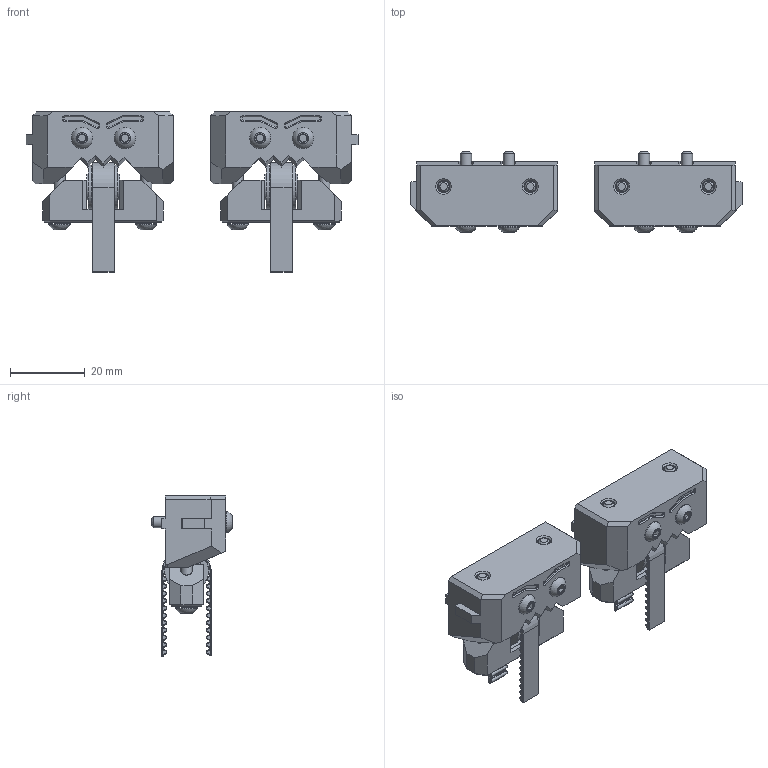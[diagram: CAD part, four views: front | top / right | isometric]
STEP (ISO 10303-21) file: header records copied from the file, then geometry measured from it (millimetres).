
FILE_DESCRIPTION(/* description */ (''),/* implementation_level */ '2;1');
FILE_NAME(/* name */ 'BZI_Micron_Pin_Mod.step',/* time_stamp */ '2023-08-03T20:34:39+01:00',/* author */ (''),/* organization */ (''),/* preprocessor_version */ 'ST-DEVELOPER v20',/* originating_system */ 'Autodesk Translation Framework v12.9.0.99',/* authorisation */ '');
FILE_SCHEMA (('AUTOMOTIVE_DESIGN { 1 0 10303 214 3 1 1 }'));
Products named in the file (33): BZI_Micron_Pin_Mod; Idler_Assembly_Pin_Mod:1; Idler_Hardware:1; Z_Belts-GT2-6mm:1; M3x20 BHCS :1; M3x30 BHCS:1; M3x30 BHCS:2; M3 Hexnut:2; M3 Hexnut:1; M3x20 BHCS :2; F623-2RS:1; 3mm x 18mm Pin; M3 Washer 7mmx.5mm:1; M3 Washer 7mmx.5mm:2; F623-2RS:2; Idler_Body_L_x2; Idler_Carrier_Pin_Mod_x4:1; Idler_Assembly_Pin_Mod:2; Idler_Hardware:1 (1); Z_Belts-GT2-6mm:1 (1); M3x20 BHCS :1 (1); M3x30 BHCS:1 (1); M3x30 BHCS:2 (1); M3 Hexnut:2 (1); M3 Hexnut:1 (1); M3x20 BHCS :2 (1); F623-2RS:1 (1); M3x12 SHCS:1 (1); M3 Washer 7mmx.5mm:1 (1); M3 Washer 7mmx.5mm:2 (1); F623-2RS:2 (1); Idler_Body_Rx2; Idler_Carrier:1 (1)
Assembly tree (32 placements, depth 4):
  BZI_Micron_Pin_Mod
    Idler_Assembly_Pin_Mod:1
      Idler_Hardware:1
        Z_Belts-GT2-6mm:1
        M3x20 BHCS :1
        M3x30 BHCS:1
        M3x30 BHCS:2
        M3 Hexnut:2
        M3 Hexnut:1
        M3x20 BHCS :2
        F623-2RS:1
        3mm x 18mm Pin
        M3 Washer 7mmx.5mm:1
        M3 Washer 7mmx.5mm:2
        F623-2RS:2
      Idler_Body_L_x2
      Idler_Carrier_Pin_Mod_x4:1
    Idler_Assembly_Pin_Mod:2
      Idler_Hardware:1 (1)
        Z_Belts-GT2-6mm:1 (1)
        M3x20 BHCS :1 (1)
        M3x30 BHCS:1 (1)
        M3x30 BHCS:2 (1)
        M3 Hexnut:2 (1)
        M3 Hexnut:1 (1)
        M3x20 BHCS :2 (1)
        F623-2RS:1 (1)
        M3x12 SHCS:1 (1)
        M3 Washer 7mmx.5mm:1 (1)
        M3 Washer 7mmx.5mm:2 (1)
        F623-2RS:2 (1)
      Idler_Body_Rx2
      Idler_Carrier:1 (1)
Bounding box: 89.04 x 21.77 x 43.02 mm (x, y, z)
Volume: 24692 mm3; surface area: 19073.8 mm2
Topology: 36 solids, 36 shells, 2532 faces, 5846 edges, 3406 vertices
Faces by surface type: plane 1278, cone 812, cylinder 434, sphere 8
Full cylindrical faces by diameter (mm): 2.927 x4, 3 x10, 3.4 x24, 4.05 x8, 5.7 x8, 7 x4, 8.485 x8, 10 x4, 11.7 x4
Entity records: 72819 total; most frequent: CARTESIAN_POINT 13409, DIRECTION 13330, ORIENTED_EDGE 11684, EDGE_CURVE 5842, AXIS2_PLACEMENT_3D 5115, VERTEX_POINT 3406, LINE 3100, VECTOR 3100
